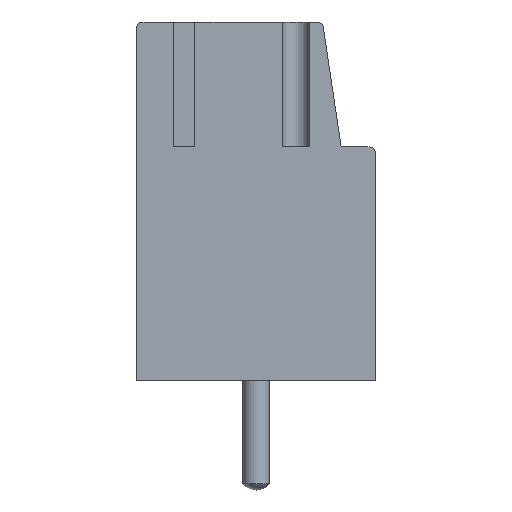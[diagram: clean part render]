
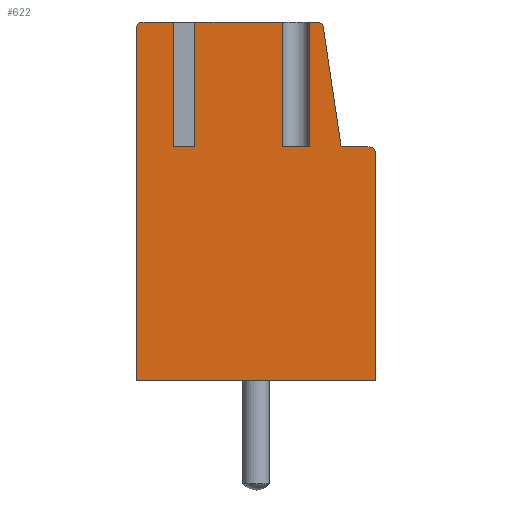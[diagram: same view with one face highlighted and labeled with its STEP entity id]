
A CAD part, left-side view. The second image highlights one B-rep face of the part: STEP entity #622.
In plain terms, the highlighted planar face has unit normal (-1, 0, 0).
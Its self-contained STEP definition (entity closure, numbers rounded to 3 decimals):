
#622=ADVANCED_FACE('',(#2343),#2345,.T.);
#2343=FACE_BOUND('',#2344,.T.);
#2344=EDGE_LOOP('',(#3763,#3764,#3765,#3766,#3767,#3768,#3769,#3770,#3771,#3772,
#3773,#3774,#3775,#3776,#3777,#3778,#3779));
#2345=PLANE('',#2346);
#2346=AXIS2_PLACEMENT_3D('',#2347,#2348,#2349);
#2347=CARTESIAN_POINT('',(-2.5,0.,0.));
#2348=DIRECTION('',(-1.,0.,0.));
#2349=DIRECTION('',(0.,0.,-1.));
#3763=ORIENTED_EDGE('',*,*,#4691,.T.);
#3764=ORIENTED_EDGE('',*,*,#4585,.T.);
#3765=ORIENTED_EDGE('',*,*,#4690,.T.);
#3766=ORIENTED_EDGE('',*,*,#4692,.T.);
#3767=ORIENTED_EDGE('',*,*,#4693,.T.);
#3768=ORIENTED_EDGE('',*,*,#4694,.T.);
#3769=ORIENTED_EDGE('',*,*,#4695,.T.);
#3770=ORIENTED_EDGE('',*,*,#4696,.T.);
#3771=ORIENTED_EDGE('',*,*,#4697,.T.);
#3772=ORIENTED_EDGE('',*,*,#4698,.T.);
#3773=ORIENTED_EDGE('',*,*,#4591,.T.);
#3774=ORIENTED_EDGE('',*,*,#4699,.T.);
#3775=ORIENTED_EDGE('',*,*,#4700,.T.);
#3776=ORIENTED_EDGE('',*,*,#4701,.T.);
#3777=ORIENTED_EDGE('',*,*,#4589,.T.);
#3778=ORIENTED_EDGE('',*,*,#4702,.T.);
#3779=ORIENTED_EDGE('',*,*,#4703,.T.);
#4585=EDGE_CURVE('',#5105,#5103,#5106,.T.);
#4589=EDGE_CURVE('',#5113,#5111,#5114,.T.);
#4591=EDGE_CURVE('',#5117,#5115,#5118,.T.);
#4690=EDGE_CURVE('',#5103,#5291,#5293,.T.);
#4691=EDGE_CURVE('',#5294,#5105,#5295,.F.);
#4692=EDGE_CURVE('',#5291,#5296,#5297,.T.);
#4693=EDGE_CURVE('',#5296,#5298,#5299,.T.);
#4694=EDGE_CURVE('',#5298,#5300,#5301,.T.);
#4695=EDGE_CURVE('',#5300,#5302,#5303,.T.);
#4696=EDGE_CURVE('',#5302,#5304,#5305,.T.);
#4697=EDGE_CURVE('',#5304,#5306,#5307,.T.);
#4698=EDGE_CURVE('',#5306,#5117,#5308,.T.);
#4699=EDGE_CURVE('',#5115,#5309,#5310,.F.);
#4700=EDGE_CURVE('',#5309,#5311,#5312,.T.);
#4701=EDGE_CURVE('',#5311,#5113,#5313,.T.);
#4702=EDGE_CURVE('',#5111,#5314,#5315,.F.);
#4703=EDGE_CURVE('',#5314,#5294,#5316,.T.);
#5103=VERTEX_POINT('',#5959);
#5105=VERTEX_POINT('',#5963);
#5106=LINE('',#5964,#5965);
#5111=VERTEX_POINT('',#5975);
#5113=VERTEX_POINT('',#5979);
#5114=LINE('',#5980,#5981);
#5115=VERTEX_POINT('',#5983);
#5117=VERTEX_POINT('',#5988);
#5118=LINE('',#5989,#5990);
#5291=VERTEX_POINT('',#6378);
#5293=CIRCLE('',#6382,0.25);
#5294=VERTEX_POINT('',#6386);
#5295=LINE('',#6387,#6388);
#5296=VERTEX_POINT('',#6390);
#5297=LINE('',#6391,#6392);
#5298=VERTEX_POINT('',#6394);
#5299=LINE('',#6395,#6396);
#5300=VERTEX_POINT('',#6398);
#5301=LINE('',#6399,#6400);
#5302=VERTEX_POINT('',#6402);
#5303=CIRCLE('',#6403,0.25);
#5304=VERTEX_POINT('',#6407);
#5305=LINE('',#6408,#6409);
#5306=VERTEX_POINT('',#6411);
#5307=LINE('',#6412,#6413);
#5308=CIRCLE('',#6415,0.25);
#5309=VERTEX_POINT('',#6419);
#5310=LINE('',#6420,#6421);
#5311=VERTEX_POINT('',#6423);
#5312=LINE('',#6424,#6425);
#5313=LINE('',#6427,#6428);
#5314=VERTEX_POINT('',#6430);
#5315=LINE('',#6431,#6432);
#5316=LINE('',#6434,#6435);
#5959=CARTESIAN_POINT('',(-2.5,4.25,13.5));
#5963=CARTESIAN_POINT('',(-2.5,3.1,13.5));
#5964=CARTESIAN_POINT('',(-2.5,3.1,13.5));
#5965=VECTOR('',#5966,1.);
#5966=DIRECTION('',(0.,1.,0.));
#5975=CARTESIAN_POINT('',(-2.5,2.3,13.5));
#5979=CARTESIAN_POINT('',(-2.5,-1.,13.5));
#5980=CARTESIAN_POINT('',(-2.5,-1.,13.5));
#5981=VECTOR('',#5982,1.);
#5982=DIRECTION('',(0.,1.,0.));
#5983=CARTESIAN_POINT('',(-2.5,-2.,13.5));
#5988=CARTESIAN_POINT('',(-2.5,-2.284,13.5));
#5989=CARTESIAN_POINT('',(-2.5,-2.284,13.5));
#5990=VECTOR('',#5991,1.);
#5991=DIRECTION('',(0.,1.,0.));
#6378=CARTESIAN_POINT('',(-2.5,4.5,13.25));
#6382=AXIS2_PLACEMENT_3D('',#6383,#6384,#6385);
#6383=CARTESIAN_POINT('',(-2.5,4.25,13.25));
#6384=DIRECTION('',(-1.,-0.,-0.));
#6385=DIRECTION('',(0.,0.,1.));
#6386=CARTESIAN_POINT('',(-2.5,3.1,8.8));
#6387=CARTESIAN_POINT('',(-2.5,3.1,13.5));
#6388=VECTOR('',#6389,1.);
#6389=DIRECTION('',(0.,0.,-1.));
#6390=CARTESIAN_POINT('',(-2.5,4.5,0.));
#6391=CARTESIAN_POINT('',(-2.5,4.5,13.25));
#6392=VECTOR('',#6393,1.);
#6393=DIRECTION('',(0.,0.,-1.));
#6394=CARTESIAN_POINT('',(-2.5,-4.5,0.));
#6395=CARTESIAN_POINT('',(-2.5,4.5,0.));
#6396=VECTOR('',#6397,1.);
#6397=DIRECTION('',(0.,-1.,0.));
#6398=CARTESIAN_POINT('',(-2.5,-4.5,8.55));
#6399=CARTESIAN_POINT('',(-2.5,-4.5,0.));
#6400=VECTOR('',#6401,1.);
#6401=DIRECTION('',(0.,0.,1.));
#6402=CARTESIAN_POINT('',(-2.5,-4.25,8.8));
#6403=AXIS2_PLACEMENT_3D('',#6404,#6405,#6406);
#6404=CARTESIAN_POINT('',(-2.5,-4.25,8.55));
#6405=DIRECTION('',(-1.,-0.,-0.));
#6406=DIRECTION('',(0.,-1.,0.));
#6407=CARTESIAN_POINT('',(-2.5,-3.2,8.8));
#6408=CARTESIAN_POINT('',(-2.5,-4.25,8.8));
#6409=VECTOR('',#6410,1.);
#6410=DIRECTION('',(0.,1.,0.));
#6411=CARTESIAN_POINT('',(-2.5,-2.532,13.287));
#6412=CARTESIAN_POINT('',(-2.5,-3.2,8.8));
#6413=VECTOR('',#6414,1.);
#6414=DIRECTION('',(0.,0.147,0.989));
#6415=AXIS2_PLACEMENT_3D('',#6416,#6417,#6418);
#6416=CARTESIAN_POINT('',(-2.5,-2.284,13.25));
#6417=DIRECTION('',(-1.,-0.,-0.));
#6418=DIRECTION('',(0.,-0.989,0.147));
#6419=CARTESIAN_POINT('',(-2.5,-2.,8.8));
#6420=CARTESIAN_POINT('',(-2.5,-2.,8.8));
#6421=VECTOR('',#6422,1.);
#6422=DIRECTION('',(0.,0.,1.));
#6423=CARTESIAN_POINT('',(-2.5,-1.,8.8));
#6424=CARTESIAN_POINT('',(-2.5,-2.,8.8));
#6425=VECTOR('',#6426,1.);
#6426=DIRECTION('',(0.,1.,0.));
#6427=CARTESIAN_POINT('',(-2.5,-1.,8.8));
#6428=VECTOR('',#6429,1.);
#6429=DIRECTION('',(0.,0.,1.));
#6430=CARTESIAN_POINT('',(-2.5,2.3,8.8));
#6431=CARTESIAN_POINT('',(-2.5,2.3,8.8));
#6432=VECTOR('',#6433,1.);
#6433=DIRECTION('',(0.,0.,1.));
#6434=CARTESIAN_POINT('',(-2.5,2.3,8.8));
#6435=VECTOR('',#6436,1.);
#6436=DIRECTION('',(0.,1.,0.));
